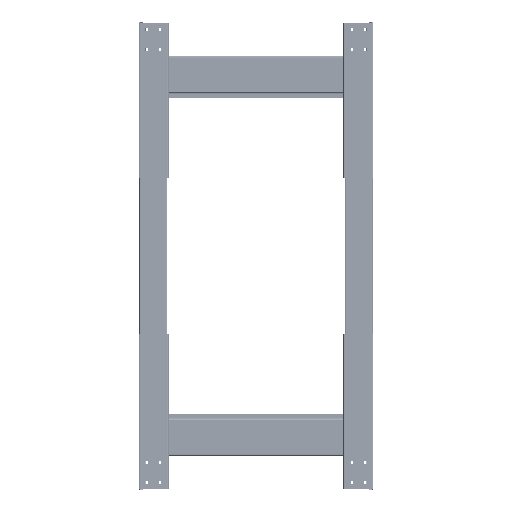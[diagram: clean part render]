
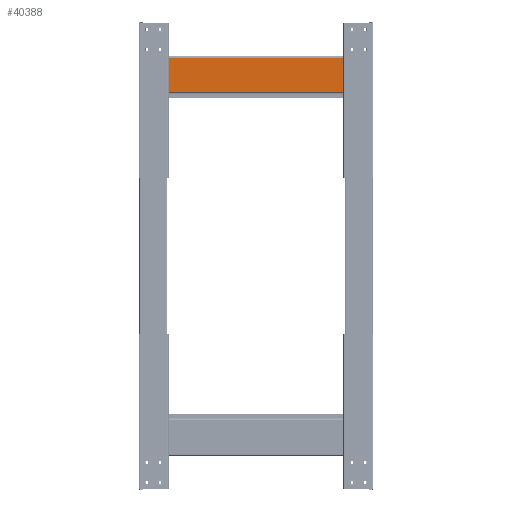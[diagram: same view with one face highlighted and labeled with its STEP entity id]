
A CAD part, front view. The second image highlights one B-rep face of the part: STEP entity #40388.
In plain terms, the highlighted planar face has unit normal (0, -1, 0).
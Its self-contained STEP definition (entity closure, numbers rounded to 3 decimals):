
#480 = ORIENTED_EDGE ( 'NONE', *, *, #16699, .F. ) ;
#491 = EDGE_CURVE ( 'NONE', #17782, #15125, #18478, .T. ) ;
#955 = EDGE_LOOP ( 'NONE', ( #54370, #25531 ) ) ;
#1910 = DIRECTION ( 'NONE',  ( 0., 1., 0. ) ) ;
#1917 = EDGE_LOOP ( 'NONE', ( #6115, #20650 ) ) ;
#2949 = FACE_BOUND ( 'NONE', #955, .T. ) ;
#3088 = CARTESIAN_POINT ( 'NONE',  ( -300., -1.4, -42.1 ) ) ;
#3193 = CARTESIAN_POINT ( 'NONE',  ( -259., -1.4, 2. ) ) ;
#3253 = CARTESIAN_POINT ( 'NONE',  ( 259., -1.4, 1.5 ) ) ;
#3432 = CARTESIAN_POINT ( 'NONE',  ( -300., -1.4, -45. ) ) ;
#4241 = LINE ( 'NONE', #3432, #46292 ) ;
#6115 = ORIENTED_EDGE ( 'NONE', *, *, #35172, .T. ) ;
#6394 = AXIS2_PLACEMENT_3D ( 'NONE', #31668, #38906, #9008 ) ;
#6714 = DIRECTION ( 'NONE',  ( 0., 0., 1. ) ) ;
#7172 = DIRECTION ( 'NONE',  ( 0., 0., 1. ) ) ;
#7309 = EDGE_LOOP ( 'NONE', ( #45220, #20228 ) ) ;
#7356 = AXIS2_PLACEMENT_3D ( 'NONE', #32862, #25755, #11089 ) ;
#7416 = DIRECTION ( 'NONE',  ( 0., 0., 1. ) ) ;
#7687 = DIRECTION ( 'NONE',  ( 1., 0., 0. ) ) ;
#8525 = ORIENTED_EDGE ( 'NONE', *, *, #33827, .T. ) ;
#8881 = CIRCLE ( 'NONE', #45381, 6.3 ) ;
#9008 = DIRECTION ( 'NONE',  ( 0., 0., 1. ) ) ;
#9194 = ORIENTED_EDGE ( 'NONE', *, *, #27532, .F. ) ;
#10558 = CARTESIAN_POINT ( 'NONE',  ( 300., -1.4, 46.1 ) ) ;
#11089 = DIRECTION ( 'NONE',  ( 0., 0., 1. ) ) ;
#12729 = CARTESIAN_POINT ( 'NONE',  ( 235., -1.4, -4.3 ) ) ;
#12779 = VERTEX_POINT ( 'NONE', #3253 ) ;
#13227 = ORIENTED_EDGE ( 'NONE', *, *, #21352, .T. ) ;
#13274 = DIRECTION ( 'NONE',  ( 0., 0., 1. ) ) ;
#14981 = VERTEX_POINT ( 'NONE', #38411 ) ;
#15048 = DIRECTION ( 'NONE',  ( 0., 1., 0. ) ) ;
#15125 = VERTEX_POINT ( 'NONE', #42137 ) ;
#15639 = AXIS2_PLACEMENT_3D ( 'NONE', #23484, #44868, #49706 ) ;
#15772 = VERTEX_POINT ( 'NONE', #42623 ) ;
#16608 = CARTESIAN_POINT ( 'NONE',  ( 300., -1.4, -42.1 ) ) ;
#16699 = EDGE_CURVE ( 'NONE', #31540, #15125, #4241, .T. ) ;
#17327 = DIRECTION ( 'NONE',  ( 0., 0., 1. ) ) ;
#17660 = EDGE_CURVE ( 'NONE', #50355, #45564, #36817, .T. ) ;
#17714 = CARTESIAN_POINT ( 'NONE',  ( -235., -1.4, 2. ) ) ;
#17782 = VERTEX_POINT ( 'NONE', #41157 ) ;
#18478 = LINE ( 'NONE', #10558, #36485 ) ;
#19326 = AXIS2_PLACEMENT_3D ( 'NONE', #23678, #15048, #7172 ) ;
#20151 = CIRCLE ( 'NONE', #46443, 6.3 ) ;
#20228 = ORIENTED_EDGE ( 'NONE', *, *, #41213, .T. ) ;
#20650 = ORIENTED_EDGE ( 'NONE', *, *, #17660, .T. ) ;
#21278 = CARTESIAN_POINT ( 'NONE',  ( 259., -1.4, 2.5 ) ) ;
#21352 = EDGE_CURVE ( 'NONE', #31540, #35091, #43770, .T. ) ;
#21645 = DIRECTION ( 'NONE',  ( 0., 1., 0. ) ) ;
#21902 = EDGE_LOOP ( 'NONE', ( #49483, #8525 ) ) ;
#22084 = VECTOR ( 'NONE', #51379, 1000. ) ;
#22691 = CARTESIAN_POINT ( 'NONE',  ( -259., -1.4, 2.5 ) ) ;
#23399 = CARTESIAN_POINT ( 'NONE',  ( -259., -1.4, 1.5 ) ) ;
#23484 = CARTESIAN_POINT ( 'NONE',  ( 259., -1.4, 2. ) ) ;
#23678 = CARTESIAN_POINT ( 'NONE',  ( -259., -1.4, 2. ) ) ;
#24966 = CARTESIAN_POINT ( 'NONE',  ( 235., -1.4, 2. ) ) ;
#25531 = ORIENTED_EDGE ( 'NONE', *, *, #37811, .T. ) ;
#25755 = DIRECTION ( 'NONE',  ( 0., 1., 0. ) ) ;
#26304 = DIRECTION ( 'NONE',  ( 0., 1., 0. ) ) ;
#27257 = DIRECTION ( 'NONE',  ( -1., 0., 0. ) ) ;
#27532 = EDGE_CURVE ( 'NONE', #17782, #35091, #42753, .T. ) ;
#29010 = EDGE_CURVE ( 'NONE', #52505, #12779, #46719, .T. ) ;
#29820 = VECTOR ( 'NONE', #7687, 1000. ) ;
#30344 = CARTESIAN_POINT ( 'NONE',  ( 300., -1.4, -45. ) ) ;
#30884 = EDGE_CURVE ( 'NONE', #35963, #14981, #20151, .T. ) ;
#31032 = FACE_BOUND ( 'NONE', #1917, .T. ) ;
#31540 = VERTEX_POINT ( 'NONE', #52587 ) ;
#31668 = CARTESIAN_POINT ( 'NONE',  ( 0., -1.4, 0. ) ) ;
#31850 = PLANE ( 'NONE',  #6394 ) ;
#32636 = CIRCLE ( 'NONE', #50860, 0.5 ) ;
#32862 = CARTESIAN_POINT ( 'NONE',  ( 235., -1.4, 2. ) ) ;
#32982 = DIRECTION ( 'NONE',  ( 0., 0., 1. ) ) ;
#33045 = DIRECTION ( 'NONE',  ( 0., 1., 0. ) ) ;
#33827 = EDGE_CURVE ( 'NONE', #12779, #52505, #32636, .T. ) ;
#34690 = DIRECTION ( 'NONE',  ( 0., 0., 1. ) ) ;
#35091 = VERTEX_POINT ( 'NONE', #16608 ) ;
#35172 = EDGE_CURVE ( 'NONE', #45564, #50355, #39130, .T. ) ;
#35308 = CIRCLE ( 'NONE', #7356, 6.3 ) ;
#35619 = FACE_BOUND ( 'NONE', #7309, .T. ) ;
#35963 = VERTEX_POINT ( 'NONE', #48273 ) ;
#36485 = VECTOR ( 'NONE', #27257, 1000. ) ;
#36817 = CIRCLE ( 'NONE', #19326, 0.5 ) ;
#37811 = EDGE_CURVE ( 'NONE', #38891, #15772, #35308, .T. ) ;
#38058 = AXIS2_PLACEMENT_3D ( 'NONE', #3193, #33045, #7416 ) ;
#38411 = CARTESIAN_POINT ( 'NONE',  ( -235., -1.4, -4.3 ) ) ;
#38891 = VERTEX_POINT ( 'NONE', #12729 ) ;
#38906 = DIRECTION ( 'NONE',  ( 0., 1., 0. ) ) ;
#39130 = CIRCLE ( 'NONE', #38058, 0.5 ) ;
#40056 = EDGE_CURVE ( 'NONE', #15772, #38891, #52403, .T. ) ;
#40388 = ADVANCED_FACE ( 'NONE', ( #31032, #50989, #35619, #2949, #51643 ), #31850, .F. ) ;
#41157 = CARTESIAN_POINT ( 'NONE',  ( 300., -1.4, 46.1 ) ) ;
#41213 = EDGE_CURVE ( 'NONE', #14981, #35963, #8881, .T. ) ;
#42137 = CARTESIAN_POINT ( 'NONE',  ( -300., -1.4, 46.1 ) ) ;
#42623 = CARTESIAN_POINT ( 'NONE',  ( 235., -1.4, 8.3 ) ) ;
#42753 = LINE ( 'NONE', #30344, #22084 ) ;
#43770 = LINE ( 'NONE', #3088, #29820 ) ;
#44771 = CARTESIAN_POINT ( 'NONE',  ( -235., -1.4, 2. ) ) ;
#44868 = DIRECTION ( 'NONE',  ( 0., 1., 0. ) ) ;
#45220 = ORIENTED_EDGE ( 'NONE', *, *, #30884, .T. ) ;
#45381 = AXIS2_PLACEMENT_3D ( 'NONE', #17714, #26304, #34690 ) ;
#45564 = VERTEX_POINT ( 'NONE', #22691 ) ;
#46292 = VECTOR ( 'NONE', #13274, 1000. ) ;
#46443 = AXIS2_PLACEMENT_3D ( 'NONE', #44771, #1910, #6714 ) ;
#46719 = CIRCLE ( 'NONE', #15639, 0.5 ) ;
#48273 = CARTESIAN_POINT ( 'NONE',  ( -235., -1.4, 8.3 ) ) ;
#49483 = ORIENTED_EDGE ( 'NONE', *, *, #29010, .T. ) ;
#49706 = DIRECTION ( 'NONE',  ( 0., 0., 1. ) ) ;
#50355 = VERTEX_POINT ( 'NONE', #23399 ) ;
#50709 = EDGE_LOOP ( 'NONE', ( #13227, #9194, #53247, #480 ) ) ;
#50860 = AXIS2_PLACEMENT_3D ( 'NONE', #50890, #21645, #17327 ) ;
#50890 = CARTESIAN_POINT ( 'NONE',  ( 259., -1.4, 2. ) ) ;
#50989 = FACE_BOUND ( 'NONE', #21902, .T. ) ;
#51379 = DIRECTION ( 'NONE',  ( 0., 0., -1. ) ) ;
#51643 = FACE_OUTER_BOUND ( 'NONE', #50709, .T. ) ;
#52403 = CIRCLE ( 'NONE', #52504, 6.3 ) ;
#52504 = AXIS2_PLACEMENT_3D ( 'NONE', #24966, #54604, #32982 ) ;
#52505 = VERTEX_POINT ( 'NONE', #21278 ) ;
#52587 = CARTESIAN_POINT ( 'NONE',  ( -300., -1.4, -42.1 ) ) ;
#53247 = ORIENTED_EDGE ( 'NONE', *, *, #491, .T. ) ;
#54370 = ORIENTED_EDGE ( 'NONE', *, *, #40056, .T. ) ;
#54604 = DIRECTION ( 'NONE',  ( 0., 1., 0. ) ) ;
